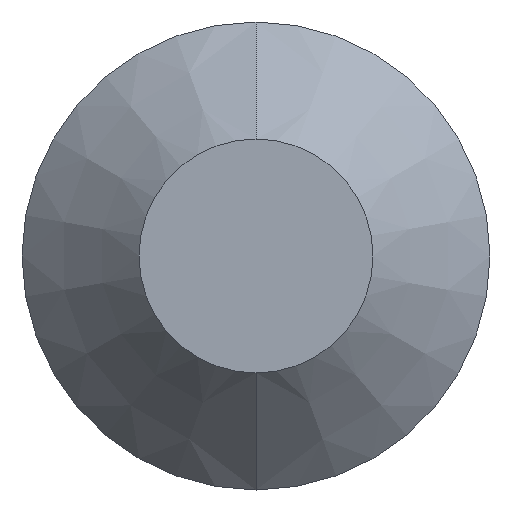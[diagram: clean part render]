
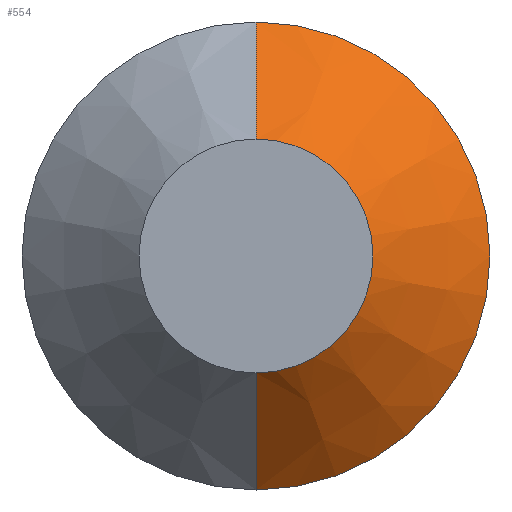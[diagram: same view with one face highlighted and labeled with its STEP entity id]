
A CAD part, front view. The second image highlights one B-rep face of the part: STEP entity #554.
In plain terms, the highlighted conical face has half-angle 45 degrees and reference radius 3 mm.
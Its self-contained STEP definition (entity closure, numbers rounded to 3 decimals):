
#62 = FACE_OUTER_BOUND ( 'NONE', #107, .T. ) ;
#95 = LINE ( 'NONE', #398, #777 ) ;
#96 = LINE ( 'NONE', #405, #821 ) ;
#107 = EDGE_LOOP ( 'NONE', ( #114, #116, #115, #118 ) ) ;
#114 = ORIENTED_EDGE ( 'NONE', *, *, #491, .T. ) ;
#115 = ORIENTED_EDGE ( 'NONE', *, *, #496, .F. ) ;
#116 = ORIENTED_EDGE ( 'NONE', *, *, #490, .T. ) ;
#118 = ORIENTED_EDGE ( 'NONE', *, *, #492, .F. ) ;
#225 = VERTEX_POINT ( 'NONE', #409 ) ;
#228 = VERTEX_POINT ( 'NONE', #399 ) ;
#229 = VERTEX_POINT ( 'NONE', #396 ) ;
#258 = VERTEX_POINT ( 'NONE', #305 ) ;
#305 = CARTESIAN_POINT ( 'NONE',  ( 0., -1.8, 1.5 ) ) ;
#381 = DIRECTION ( 'NONE',  ( 0., 0., 1. ) ) ;
#382 = DIRECTION ( 'NONE',  ( 0., 1., 0. ) ) ;
#384 = CARTESIAN_POINT ( 'NONE',  ( 0., -0.3, 0. ) ) ;
#396 = CARTESIAN_POINT ( 'NONE',  ( 0., -0.3, 3. ) ) ;
#397 = DIRECTION ( 'NONE',  ( 0., 0.707, 0.707 ) ) ;
#398 = CARTESIAN_POINT ( 'NONE',  ( 0., -0.3, 3. ) ) ;
#399 = CARTESIAN_POINT ( 'NONE',  ( 0., -1.8, -1.5 ) ) ;
#400 = DIRECTION ( 'NONE',  ( 0., 0., 1. ) ) ;
#401 = DIRECTION ( 'NONE',  ( 0., 1., 0. ) ) ;
#402 = CARTESIAN_POINT ( 'NONE',  ( 0., -1.8, 0. ) ) ;
#404 = DIRECTION ( 'NONE',  ( 0., 0.707, -0.707 ) ) ;
#405 = CARTESIAN_POINT ( 'NONE',  ( 0., -0.3, -3. ) ) ;
#409 = CARTESIAN_POINT ( 'NONE',  ( 0., -0.3, -3. ) ) ;
#490 = EDGE_CURVE ( 'NONE', #228, #225, #96, .T. ) ;
#491 = EDGE_CURVE ( 'NONE', #258, #228, #800, .T. ) ;
#492 = EDGE_CURVE ( 'NONE', #258, #229, #95, .T. ) ;
#496 = EDGE_CURVE ( 'NONE', #229, #225, #756, .T. ) ;
#554 = ADVANCED_FACE ( 'NONE', ( #62 ), #735, .T. ) ;
#603 = DIRECTION ( 'NONE',  ( 0., 0., 1. ) ) ;
#605 = DIRECTION ( 'NONE',  ( 0., 1., 0. ) ) ;
#606 = CARTESIAN_POINT ( 'NONE',  ( 0., -0.3, 0. ) ) ;
#735 = CONICAL_SURFACE ( 'NONE', #829, 3., 0.785 ) ;
#756 = CIRCLE ( 'NONE', #797, 3. ) ;
#777 = VECTOR ( 'NONE', #397, 1000. ) ;
#797 = AXIS2_PLACEMENT_3D ( 'NONE', #384, #382, #381 ) ;
#800 = CIRCLE ( 'NONE', #841, 1.5 ) ;
#821 = VECTOR ( 'NONE', #404, 1000. ) ;
#829 = AXIS2_PLACEMENT_3D ( 'NONE', #606, #605, #603 ) ;
#841 = AXIS2_PLACEMENT_3D ( 'NONE', #402, #401, #400 ) ;
